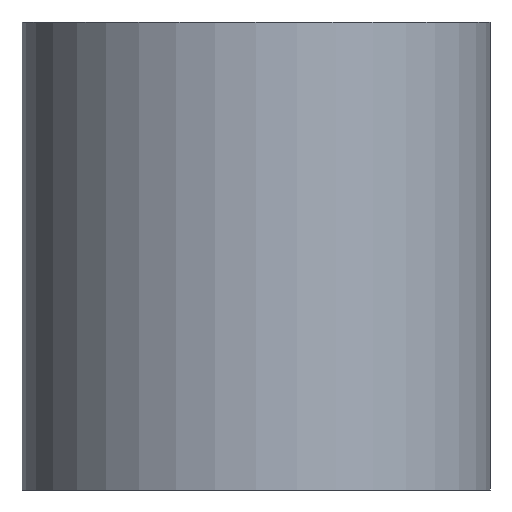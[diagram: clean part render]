
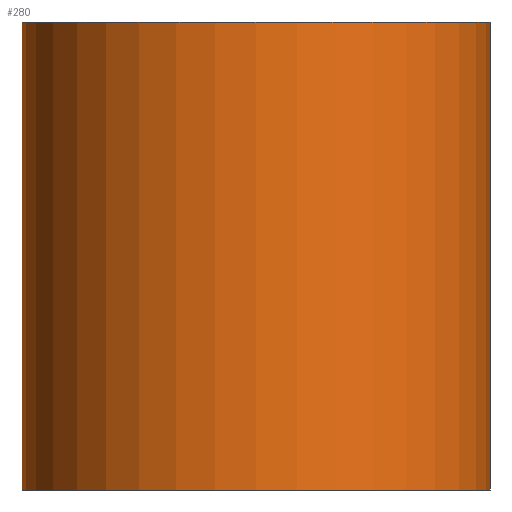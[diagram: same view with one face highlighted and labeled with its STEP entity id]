
A CAD part, left-side view. The second image highlights one B-rep face of the part: STEP entity #280.
In plain terms, the highlighted cylindrical face has radius 15 mm (diameter 30 mm), a partial arc.
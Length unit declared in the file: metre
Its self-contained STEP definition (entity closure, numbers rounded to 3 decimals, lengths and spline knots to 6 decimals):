
#12=CYLINDRICAL_SURFACE('',#311,0.015);
#15=CIRCLE('',#310,0.015);
#16=CIRCLE('',#312,0.015);
#65=ORIENTED_EDGE('',*,*,#121,.F.);
#66=ORIENTED_EDGE('',*,*,#109,.F.);
#67=ORIENTED_EDGE('',*,*,#122,.T.);
#68=ORIENTED_EDGE('',*,*,#103,.T.);
#103=EDGE_CURVE('',#138,#139,#164,.T.);
#109=EDGE_CURVE('',#143,#144,#170,.T.);
#121=EDGE_CURVE('',#144,#139,#15,.T.);
#122=EDGE_CURVE('',#143,#138,#16,.T.);
#138=VERTEX_POINT('',#421);
#139=VERTEX_POINT('',#422);
#143=VERTEX_POINT('',#432);
#144=VERTEX_POINT('',#434);
#164=LINE('',#420,#197);
#170=LINE('',#433,#203);
#197=VECTOR('',#341,1.);
#203=VECTOR('',#349,1.);
#229=EDGE_LOOP('',(#65,#66,#67,#68));
#248=FACE_BOUND('',#229,.T.);
#280=ADVANCED_FACE('',(#248),#12,.T.);
#310=AXIS2_PLACEMENT_3D('',#456,#370,#371);
#311=AXIS2_PLACEMENT_3D('',#457,#372,#373);
#312=AXIS2_PLACEMENT_3D('',#458,#374,#375);
#341=DIRECTION('',(0.,0.,-1.));
#349=DIRECTION('',(0.,0.,-1.));
#370=DIRECTION('',(0.,0.,-1.));
#371=DIRECTION('',(-1.,0.,0.));
#372=DIRECTION('',(0.,0.,-1.));
#373=DIRECTION('',(-1.,0.,0.));
#374=DIRECTION('',(0.,0.,-1.));
#375=DIRECTION('',(-1.,0.,0.));
#420=CARTESIAN_POINT('',(-0.03,0.015,0.009));
#421=CARTESIAN_POINT('',(-0.03,0.015,0.03));
#422=CARTESIAN_POINT('',(-0.03,0.015,0.));
#432=CARTESIAN_POINT('',(-0.03,-0.015,0.03));
#433=CARTESIAN_POINT('',(-0.03,-0.015,0.009));
#434=CARTESIAN_POINT('',(-0.03,-0.015,0.));
#456=CARTESIAN_POINT('',(-0.03,0.,0.));
#457=CARTESIAN_POINT('',(-0.03,0.,0.03));
#458=CARTESIAN_POINT('',(-0.03,0.,0.03));
